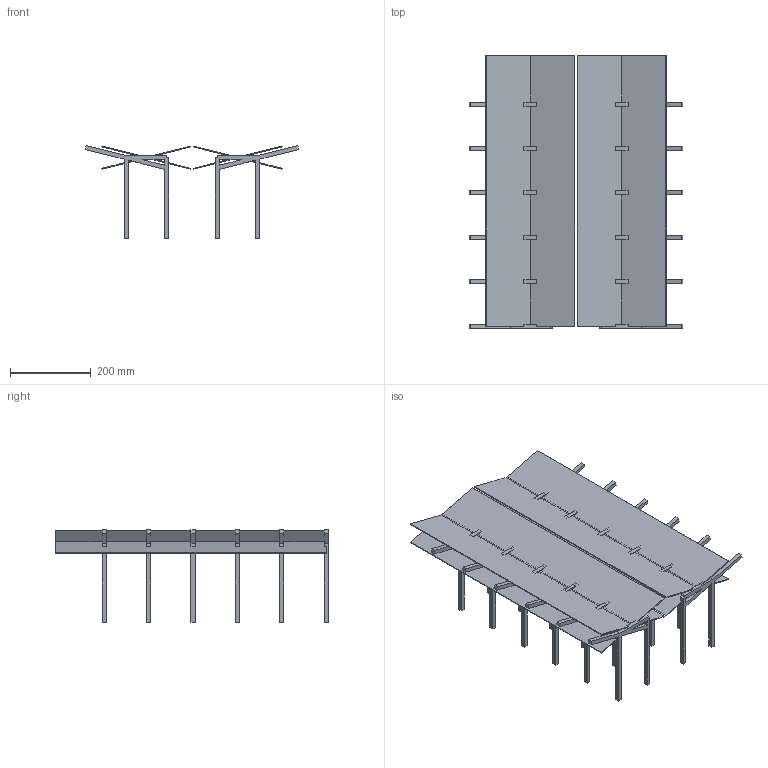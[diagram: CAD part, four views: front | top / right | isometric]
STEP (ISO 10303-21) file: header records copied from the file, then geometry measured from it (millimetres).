
FILE_DESCRIPTION(('Open CASCADE Model'),'2;1');
FILE_NAME('Open CASCADE Shape Model','2024-05-25T17:24:00',('Author'),( 'Open CASCADE'),'Open CASCADE STEP processor 7.7','Open CASCADE 7.7' ,'Unknown');
FILE_SCHEMA(('AUTOMOTIVE_DESIGN { 1 0 10303 214 1 1 1 1 }'));
Length unit declared in the file: millimetre
Products named in the file (3): Open CASCADE STEP translator 7.7 53; Open CASCADE STEP translator 7.7 53.1; Open CASCADE STEP translator 7.7 53.2
Assembly tree (2 placements, depth 2):
  Open CASCADE STEP translator 7.7 53
    Open CASCADE STEP translator 7.7 53.1
    Open CASCADE STEP translator 7.7 53.2
Bounding box: 528.58 x 675 x 229.85 mm (x, y, z)
Volume: 1982867.3 mm3; surface area: 1489531.2 mm2
Topology: 2 solids, 2 shells, 422 faces, 1344 edges, 896 vertices
Faces by surface type: plane 422
Entity records: 31668 total; most frequent: CARTESIAN_POINT 5873, DIRECTION 4362, LINE 3512, VECTOR 3512, ORIENTED_EDGE 2688, PCURVE 2688, DEFINITIONAL_REPRESENTATION 2688, EDGE_CURVE 1344
